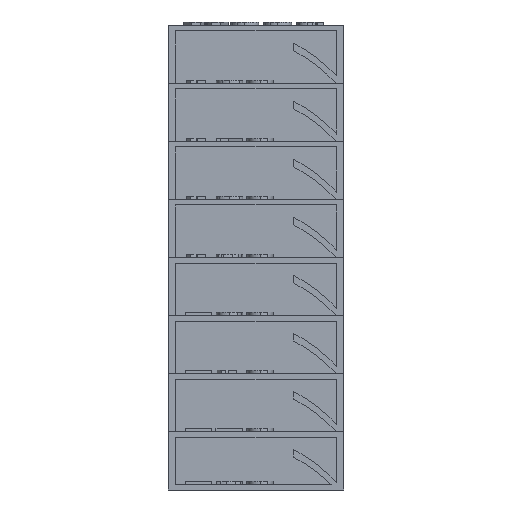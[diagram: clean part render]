
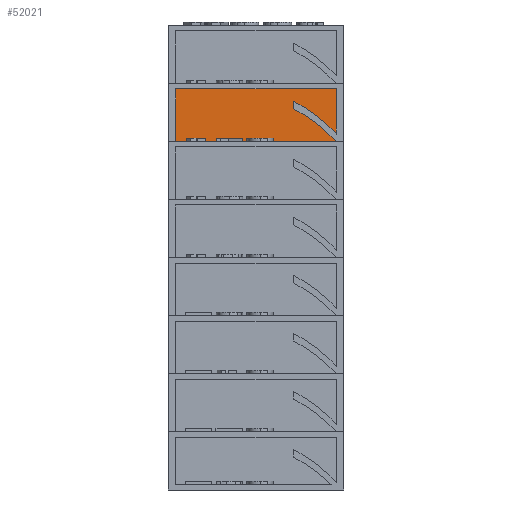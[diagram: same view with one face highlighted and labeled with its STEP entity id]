
A CAD part, front view. The second image highlights one B-rep face of the part: STEP entity #52021.
In plain terms, the highlighted planar face has unit normal (0, -1, 0).
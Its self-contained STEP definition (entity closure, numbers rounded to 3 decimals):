
#51078 = PLANE('',#51079);
#51079 = AXIS2_PLACEMENT_3D('',#51080,#51081,#51082);
#51080 = CARTESIAN_POINT('',(0.,2.331,59.4));
#51081 = DIRECTION('',(0.,0.,1.));
#51082 = DIRECTION('',(1.,0.,0.));
#51215 = VERTEX_POINT('',#51216);
#51216 = CARTESIAN_POINT('',(13.7,3.7,59.4));
#51230 = PLANE('',#51231);
#51231 = AXIS2_PLACEMENT_3D('',#51232,#51233,#51234);
#51232 = CARTESIAN_POINT('',(13.7,-5.,59.4));
#51233 = DIRECTION('',(-1.,0.,0.));
#51234 = DIRECTION('',(0.,1.,0.));
#51242 = EDGE_CURVE('',#51215,#51243,#51245,.T.);
#51243 = VERTEX_POINT('',#51244);
#51244 = CARTESIAN_POINT('',(-13.7,3.7,59.4));
#51245 = SURFACE_CURVE('',#51246,(#51250,#51257),.PCURVE_S1.);
#51246 = LINE('',#51247,#51248);
#51247 = CARTESIAN_POINT('',(13.7,3.7,59.4));
#51248 = VECTOR('',#51249,1.);
#51249 = DIRECTION('',(-1.,0.,0.));
#51250 = PCURVE('',#51078,#51251);
#51251 = DEFINITIONAL_REPRESENTATION('',(#51252),#51256);
#51252 = LINE('',#51253,#51254);
#51253 = CARTESIAN_POINT('',(13.7,1.369));
#51254 = VECTOR('',#51255,1.);
#51255 = DIRECTION('',(-1.,0.));
#51256 = ( GEOMETRIC_REPRESENTATION_CONTEXT(2) 
PARAMETRIC_REPRESENTATION_CONTEXT() REPRESENTATION_CONTEXT('2D SPACE',''
  ) );
#51257 = PCURVE('',#51258,#51263);
#51258 = PLANE('',#51259);
#51259 = AXIS2_PLACEMENT_3D('',#51260,#51261,#51262);
#51260 = CARTESIAN_POINT('',(13.7,3.7,59.4));
#51261 = DIRECTION('',(0.,-1.,0.));
#51262 = DIRECTION('',(-1.,0.,0.));
#51263 = DEFINITIONAL_REPRESENTATION('',(#51264),#51268);
#51264 = LINE('',#51265,#51266);
#51265 = CARTESIAN_POINT('',(0.,-0.));
#51266 = VECTOR('',#51267,1.);
#51267 = DIRECTION('',(1.,0.));
#51268 = ( GEOMETRIC_REPRESENTATION_CONTEXT(2) 
PARAMETRIC_REPRESENTATION_CONTEXT() REPRESENTATION_CONTEXT('2D SPACE',''
  ) );
#51286 = PLANE('',#51287);
#51287 = AXIS2_PLACEMENT_3D('',#51288,#51289,#51290);
#51288 = CARTESIAN_POINT('',(-13.7,3.7,59.4));
#51289 = DIRECTION('',(1.,0.,0.));
#51290 = DIRECTION('',(0.,-1.,0.));
#51571 = PLANE('',#51572);
#51572 = AXIS2_PLACEMENT_3D('',#51573,#51574,#51575);
#51573 = CARTESIAN_POINT('',(0.,0.,68.4));
#51574 = DIRECTION('',(0.,0.,1.));
#51575 = DIRECTION('',(1.,0.,0.));
#51978 = VERTEX_POINT('',#51979);
#51979 = CARTESIAN_POINT('',(13.7,3.7,68.4));
#52000 = EDGE_CURVE('',#51215,#51978,#52001,.T.);
#52001 = SURFACE_CURVE('',#52002,(#52006,#52013),.PCURVE_S1.);
#52002 = LINE('',#52003,#52004);
#52003 = CARTESIAN_POINT('',(13.7,3.7,59.4));
#52004 = VECTOR('',#52005,1.);
#52005 = DIRECTION('',(0.,0.,1.));
#52006 = PCURVE('',#51230,#52007);
#52007 = DEFINITIONAL_REPRESENTATION('',(#52008),#52012);
#52008 = LINE('',#52009,#52010);
#52009 = CARTESIAN_POINT('',(8.7,0.));
#52010 = VECTOR('',#52011,1.);
#52011 = DIRECTION('',(0.,-1.));
#52012 = ( GEOMETRIC_REPRESENTATION_CONTEXT(2) 
PARAMETRIC_REPRESENTATION_CONTEXT() REPRESENTATION_CONTEXT('2D SPACE',''
  ) );
#52013 = PCURVE('',#51258,#52014);
#52014 = DEFINITIONAL_REPRESENTATION('',(#52015),#52019);
#52015 = LINE('',#52016,#52017);
#52016 = CARTESIAN_POINT('',(0.,-0.));
#52017 = VECTOR('',#52018,1.);
#52018 = DIRECTION('',(0.,-1.));
#52019 = ( GEOMETRIC_REPRESENTATION_CONTEXT(2) 
PARAMETRIC_REPRESENTATION_CONTEXT() REPRESENTATION_CONTEXT('2D SPACE',''
  ) );
#52021 = ADVANCED_FACE('',(#52022),#51258,.T.);
#52022 = FACE_BOUND('',#52023,.T.);
#52023 = EDGE_LOOP('',(#52024,#52025,#52026,#52049));
#52024 = ORIENTED_EDGE('',*,*,#51242,.F.);
#52025 = ORIENTED_EDGE('',*,*,#52000,.T.);
#52026 = ORIENTED_EDGE('',*,*,#52027,.T.);
#52027 = EDGE_CURVE('',#51978,#52028,#52030,.T.);
#52028 = VERTEX_POINT('',#52029);
#52029 = CARTESIAN_POINT('',(-13.7,3.7,68.4));
#52030 = SURFACE_CURVE('',#52031,(#52035,#52042),.PCURVE_S1.);
#52031 = LINE('',#52032,#52033);
#52032 = CARTESIAN_POINT('',(6.85,3.7,68.4));
#52033 = VECTOR('',#52034,1.);
#52034 = DIRECTION('',(-1.,0.,0.));
#52035 = PCURVE('',#51258,#52036);
#52036 = DEFINITIONAL_REPRESENTATION('',(#52037),#52041);
#52037 = LINE('',#52038,#52039);
#52038 = CARTESIAN_POINT('',(6.85,-9.));
#52039 = VECTOR('',#52040,1.);
#52040 = DIRECTION('',(1.,0.));
#52041 = ( GEOMETRIC_REPRESENTATION_CONTEXT(2) 
PARAMETRIC_REPRESENTATION_CONTEXT() REPRESENTATION_CONTEXT('2D SPACE',''
  ) );
#52042 = PCURVE('',#51571,#52043);
#52043 = DEFINITIONAL_REPRESENTATION('',(#52044),#52048);
#52044 = LINE('',#52045,#52046);
#52045 = CARTESIAN_POINT('',(6.85,3.7));
#52046 = VECTOR('',#52047,1.);
#52047 = DIRECTION('',(-1.,0.));
#52048 = ( GEOMETRIC_REPRESENTATION_CONTEXT(2) 
PARAMETRIC_REPRESENTATION_CONTEXT() REPRESENTATION_CONTEXT('2D SPACE',''
  ) );
#52049 = ORIENTED_EDGE('',*,*,#52050,.F.);
#52050 = EDGE_CURVE('',#51243,#52028,#52051,.T.);
#52051 = SURFACE_CURVE('',#52052,(#52056,#52063),.PCURVE_S1.);
#52052 = LINE('',#52053,#52054);
#52053 = CARTESIAN_POINT('',(-13.7,3.7,59.4));
#52054 = VECTOR('',#52055,1.);
#52055 = DIRECTION('',(0.,0.,1.));
#52056 = PCURVE('',#51258,#52057);
#52057 = DEFINITIONAL_REPRESENTATION('',(#52058),#52062);
#52058 = LINE('',#52059,#52060);
#52059 = CARTESIAN_POINT('',(27.4,0.));
#52060 = VECTOR('',#52061,1.);
#52061 = DIRECTION('',(0.,-1.));
#52062 = ( GEOMETRIC_REPRESENTATION_CONTEXT(2) 
PARAMETRIC_REPRESENTATION_CONTEXT() REPRESENTATION_CONTEXT('2D SPACE',''
  ) );
#52063 = PCURVE('',#51286,#52064);
#52064 = DEFINITIONAL_REPRESENTATION('',(#52065),#52069);
#52065 = LINE('',#52066,#52067);
#52066 = CARTESIAN_POINT('',(0.,0.));
#52067 = VECTOR('',#52068,1.);
#52068 = DIRECTION('',(0.,-1.));
#52069 = ( GEOMETRIC_REPRESENTATION_CONTEXT(2) 
PARAMETRIC_REPRESENTATION_CONTEXT() REPRESENTATION_CONTEXT('2D SPACE',''
  ) );
